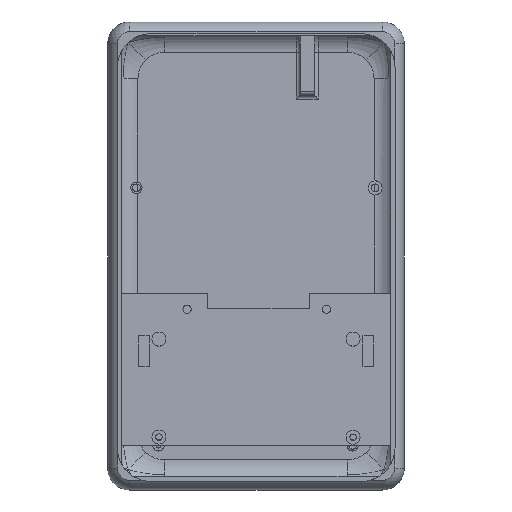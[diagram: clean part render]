
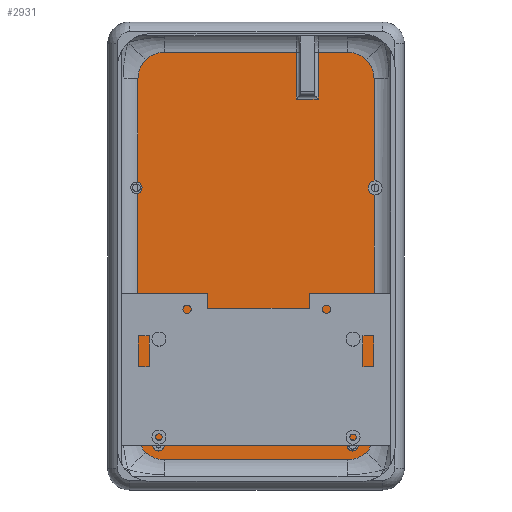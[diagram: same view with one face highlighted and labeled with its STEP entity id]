
A CAD part, top view. The second image highlights one B-rep face of the part: STEP entity #2931.
In plain terms, the highlighted planar face has unit normal (0, 0, 1).
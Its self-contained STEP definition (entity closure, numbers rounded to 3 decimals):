
#28=FACE_BOUND('',#773,.T.);
#29=FACE_BOUND('',#774,.T.);
#149=LINE('',#11997,#320);
#151=LINE('',#12003,#322);
#154=LINE('',#12012,#325);
#177=LINE('',#12106,#348);
#178=LINE('',#12110,#349);
#179=LINE('',#12115,#350);
#180=LINE('',#12118,#351);
#181=LINE('',#12122,#352);
#182=LINE('',#12126,#353);
#183=LINE('',#12129,#354);
#184=LINE('',#12132,#355);
#320=VECTOR('',#3573,10.);
#322=VECTOR('',#3579,10.);
#325=VECTOR('',#3588,10.);
#348=VECTOR('',#3681,10.);
#349=VECTOR('',#3684,10.);
#350=VECTOR('',#3689,10.);
#351=VECTOR('',#3692,10.);
#352=VECTOR('',#3695,10.);
#353=VECTOR('',#3698,10.);
#354=VECTOR('',#3701,10.);
#355=VECTOR('',#3704,10.);
#467=PLANE('',#3182);
#587=FACE_OUTER_BOUND('',#772,.T.);
#772=EDGE_LOOP('',(#2243,#2244,#2245,#2246,#2247,#2248,#2249,#2250,#2251,
#2252,#2253,#2254,#2255,#2256,#2257,#2258,#2259,#2260,#2261,#2262,#2263,
#2264,#2265));
#773=EDGE_LOOP('',(#2266));
#774=EDGE_LOOP('',(#2267));
#917=CIRCLE('',#3072,7.188);
#923=CIRCLE('',#3078,7.188);
#929=CIRCLE('',#3084,7.188);
#935=CIRCLE('',#3090,7.188);
#991=CIRCLE('',#3180,1.539);
#992=CIRCLE('',#3183,7.188);
#993=CIRCLE('',#3184,1.539);
#994=CIRCLE('',#3185,1.539);
#995=CIRCLE('',#3186,7.188);
#996=CIRCLE('',#3187,7.188);
#997=CIRCLE('',#3188,1.899);
#998=CIRCLE('',#3189,1.899);
#999=CIRCLE('',#3190,7.188);
#1000=CIRCLE('',#3191,1.539);
#1221=VERTEX_POINT('',#8046);
#1222=VERTEX_POINT('',#8054);
#1233=VERTEX_POINT('',#9004);
#1234=VERTEX_POINT('',#9012);
#1245=VERTEX_POINT('',#9962);
#1246=VERTEX_POINT('',#9970);
#1257=VERTEX_POINT('',#10920);
#1258=VERTEX_POINT('',#10928);
#1332=VERTEX_POINT('',#11979);
#1335=VERTEX_POINT('',#11996);
#1337=VERTEX_POINT('',#12002);
#1340=VERTEX_POINT('',#12010);
#1366=VERTEX_POINT('',#12101);
#1367=VERTEX_POINT('',#12107);
#1368=VERTEX_POINT('',#12109);
#1369=VERTEX_POINT('',#12111);
#1370=VERTEX_POINT('',#12113);
#1371=VERTEX_POINT('',#12116);
#1372=VERTEX_POINT('',#12119);
#1373=VERTEX_POINT('',#12121);
#1374=VERTEX_POINT('',#12123);
#1375=VERTEX_POINT('',#12125);
#1376=VERTEX_POINT('',#12127);
#1377=VERTEX_POINT('',#12130);
#1378=VERTEX_POINT('',#12133);
#1523=EDGE_CURVE('',#1222,#1221,#917,.T.);
#1539=EDGE_CURVE('',#1234,#1233,#923,.T.);
#1555=EDGE_CURVE('',#1246,#1245,#929,.T.);
#1571=EDGE_CURVE('',#1258,#1257,#935,.T.);
#1664=EDGE_CURVE('',#1335,#1332,#149,.T.);
#1667=EDGE_CURVE('',#1337,#1335,#151,.T.);
#1672=EDGE_CURVE('',#1340,#1337,#154,.T.);
#1713=EDGE_CURVE('',#1366,#1366,#991,.T.);
#1714=EDGE_CURVE('',#1340,#1246,#177,.T.);
#1715=EDGE_CURVE('',#1245,#1367,#992,.T.);
#1716=EDGE_CURVE('',#1367,#1368,#178,.T.);
#1717=EDGE_CURVE('',#1368,#1369,#993,.T.);
#1718=EDGE_CURVE('',#1369,#1370,#994,.T.);
#1719=EDGE_CURVE('',#1370,#1222,#179,.T.);
#1720=EDGE_CURVE('',#1221,#1371,#995,.T.);
#1721=EDGE_CURVE('',#1371,#1234,#180,.T.);
#1722=EDGE_CURVE('',#1233,#1372,#996,.T.);
#1723=EDGE_CURVE('',#1372,#1373,#181,.T.);
#1724=EDGE_CURVE('',#1373,#1374,#997,.T.);
#1725=EDGE_CURVE('',#1374,#1375,#182,.T.);
#1726=EDGE_CURVE('',#1375,#1376,#998,.T.);
#1727=EDGE_CURVE('',#1376,#1258,#183,.T.);
#1728=EDGE_CURVE('',#1257,#1377,#999,.T.);
#1729=EDGE_CURVE('',#1377,#1332,#184,.T.);
#1730=EDGE_CURVE('',#1378,#1378,#1000,.T.);
#2243=ORIENTED_EDGE('',*,*,#1672,.F.);
#2244=ORIENTED_EDGE('',*,*,#1714,.T.);
#2245=ORIENTED_EDGE('',*,*,#1555,.T.);
#2246=ORIENTED_EDGE('',*,*,#1715,.T.);
#2247=ORIENTED_EDGE('',*,*,#1716,.T.);
#2248=ORIENTED_EDGE('',*,*,#1717,.T.);
#2249=ORIENTED_EDGE('',*,*,#1718,.T.);
#2250=ORIENTED_EDGE('',*,*,#1719,.T.);
#2251=ORIENTED_EDGE('',*,*,#1523,.T.);
#2252=ORIENTED_EDGE('',*,*,#1720,.T.);
#2253=ORIENTED_EDGE('',*,*,#1721,.T.);
#2254=ORIENTED_EDGE('',*,*,#1539,.T.);
#2255=ORIENTED_EDGE('',*,*,#1722,.T.);
#2256=ORIENTED_EDGE('',*,*,#1723,.T.);
#2257=ORIENTED_EDGE('',*,*,#1724,.T.);
#2258=ORIENTED_EDGE('',*,*,#1725,.T.);
#2259=ORIENTED_EDGE('',*,*,#1726,.T.);
#2260=ORIENTED_EDGE('',*,*,#1727,.T.);
#2261=ORIENTED_EDGE('',*,*,#1571,.T.);
#2262=ORIENTED_EDGE('',*,*,#1728,.T.);
#2263=ORIENTED_EDGE('',*,*,#1729,.T.);
#2264=ORIENTED_EDGE('',*,*,#1664,.F.);
#2265=ORIENTED_EDGE('',*,*,#1667,.F.);
#2266=ORIENTED_EDGE('',*,*,#1730,.T.);
#2267=ORIENTED_EDGE('',*,*,#1713,.T.);
#2931=ADVANCED_FACE('',(#587,#28,#29),#467,.T.);
#3072=AXIS2_PLACEMENT_3D('',#8055,#3396,#3397);
#3078=AXIS2_PLACEMENT_3D('',#9013,#3408,#3409);
#3084=AXIS2_PLACEMENT_3D('',#9971,#3420,#3421);
#3090=AXIS2_PLACEMENT_3D('',#10929,#3432,#3433);
#3180=AXIS2_PLACEMENT_3D('',#12103,#3675,#3676);
#3182=AXIS2_PLACEMENT_3D('',#12105,#3679,#3680);
#3183=AXIS2_PLACEMENT_3D('',#12108,#3682,#3683);
#3184=AXIS2_PLACEMENT_3D('',#12112,#3685,#3686);
#3185=AXIS2_PLACEMENT_3D('',#12114,#3687,#3688);
#3186=AXIS2_PLACEMENT_3D('',#12117,#3690,#3691);
#3187=AXIS2_PLACEMENT_3D('',#12120,#3693,#3694);
#3188=AXIS2_PLACEMENT_3D('',#12124,#3696,#3697);
#3189=AXIS2_PLACEMENT_3D('',#12128,#3699,#3700);
#3190=AXIS2_PLACEMENT_3D('',#12131,#3702,#3703);
#3191=AXIS2_PLACEMENT_3D('',#12134,#3705,#3706);
#3396=DIRECTION('center_axis',(0.,0.,1.));
#3397=DIRECTION('ref_axis',(-0.707,-0.707,0.));
#3408=DIRECTION('center_axis',(0.,0.,1.));
#3409=DIRECTION('ref_axis',(0.707,-0.707,0.));
#3420=DIRECTION('center_axis',(0.,0.,1.));
#3421=DIRECTION('ref_axis',(-0.707,0.707,0.));
#3432=DIRECTION('center_axis',(0.,0.,1.));
#3433=DIRECTION('ref_axis',(0.707,0.707,0.));
#3573=DIRECTION('',(0.,1.,0.));
#3579=DIRECTION('',(1.,0.,0.));
#3588=DIRECTION('',(0.,-1.,0.));
#3675=DIRECTION('center_axis',(0.,0.,-1.));
#3676=DIRECTION('ref_axis',(-1.,0.,0.));
#3679=DIRECTION('center_axis',(0.,0.,1.));
#3680=DIRECTION('ref_axis',(1.,0.,0.));
#3681=DIRECTION('',(-1.,0.,0.));
#3682=DIRECTION('center_axis',(0.,0.,1.));
#3683=DIRECTION('ref_axis',(-0.707,0.707,0.));
#3684=DIRECTION('',(0.,-1.,0.));
#3685=DIRECTION('center_axis',(0.,0.,-1.));
#3686=DIRECTION('ref_axis',(-1.,0.,0.));
#3687=DIRECTION('center_axis',(0.,0.,-1.));
#3688=DIRECTION('ref_axis',(-1.,0.,0.));
#3689=DIRECTION('',(0.,-1.,0.));
#3690=DIRECTION('center_axis',(0.,0.,1.));
#3691=DIRECTION('ref_axis',(-0.707,-0.707,0.));
#3692=DIRECTION('',(1.,0.,0.));
#3693=DIRECTION('center_axis',(0.,0.,1.));
#3694=DIRECTION('ref_axis',(0.707,-0.707,0.));
#3695=DIRECTION('',(0.,1.,0.));
#3696=DIRECTION('center_axis',(0.,0.,-1.));
#3697=DIRECTION('ref_axis',(-1.,0.,0.));
#3698=DIRECTION('',(0.,1.,0.));
#3699=DIRECTION('center_axis',(0.,0.,-1.));
#3700=DIRECTION('ref_axis',(-1.,0.,0.));
#3701=DIRECTION('',(0.,1.,0.));
#3702=DIRECTION('center_axis',(0.,0.,1.));
#3703=DIRECTION('ref_axis',(0.707,0.707,0.));
#3704=DIRECTION('',(-1.,0.,0.));
#3705=DIRECTION('center_axis',(0.,0.,-1.));
#3706=DIRECTION('ref_axis',(-1.,0.,0.));
#8046=CARTESIAN_POINT('',(17.872,-44.255,2.));
#8054=CARTESIAN_POINT('',(15.766,-39.172,2.));
#8055=CARTESIAN_POINT('Origin',(22.954,-39.172,2.));
#9004=CARTESIAN_POINT('',(78.484,-44.255,2.));
#9012=CARTESIAN_POINT('',(73.401,-46.36,2.));
#9013=CARTESIAN_POINT('Origin',(73.401,-39.172,2.));
#9962=CARTESIAN_POINT('',(17.872,63.414,2.));
#9970=CARTESIAN_POINT('',(22.954,65.519,2.));
#9971=CARTESIAN_POINT('Origin',(22.954,58.331,2.));
#10920=CARTESIAN_POINT('',(78.484,63.414,2.));
#10928=CARTESIAN_POINT('',(80.589,58.331,2.));
#10929=CARTESIAN_POINT('Origin',(73.401,58.331,2.));
#11979=CARTESIAN_POINT('',(65.248,65.519,2.));
#11996=CARTESIAN_POINT('',(65.248,52.701,2.));
#11997=CARTESIAN_POINT('',(65.248,31.64,2.));
#12002=CARTESIAN_POINT('',(59.266,52.701,2.));
#12003=CARTESIAN_POINT('',(54.222,52.701,2.));
#12010=CARTESIAN_POINT('',(59.266,65.519,2.));
#12012=CARTESIAN_POINT('',(59.266,39.932,2.));
#12101=CARTESIAN_POINT('',(22.944,-42.404,2.));
#12103=CARTESIAN_POINT('Origin',(21.405,-42.404,2.));
#12105=CARTESIAN_POINT('Origin',(48.178,9.579,2.));
#12106=CARTESIAN_POINT('',(68.703,65.519,2.));
#12107=CARTESIAN_POINT('',(15.766,58.331,2.));
#12108=CARTESIAN_POINT('Origin',(22.954,58.331,2.));
#12109=CARTESIAN_POINT('',(15.766,29.8,2.));
#12110=CARTESIAN_POINT('',(15.766,41.869,2.));
#12111=CARTESIAN_POINT('',(16.894,28.316,2.));
#12112=CARTESIAN_POINT('Origin',(15.355,28.316,2.));
#12113=CARTESIAN_POINT('',(15.766,26.833,2.));
#12114=CARTESIAN_POINT('Origin',(15.355,28.316,2.));
#12115=CARTESIAN_POINT('',(15.766,41.869,2.));
#12116=CARTESIAN_POINT('',(22.954,-46.36,2.));
#12117=CARTESIAN_POINT('Origin',(22.954,-39.172,2.));
#12118=CARTESIAN_POINT('',(27.652,-46.36,2.));
#12119=CARTESIAN_POINT('',(80.589,-39.172,2.));
#12120=CARTESIAN_POINT('Origin',(73.401,-39.172,2.));
#12121=CARTESIAN_POINT('',(80.589,-11.864,2.));
#12122=CARTESIAN_POINT('',(80.589,-22.71,2.));
#12123=CARTESIAN_POINT('',(80.589,-8.103,2.));
#12124=CARTESIAN_POINT('Origin',(80.855,-9.984,2.));
#12125=CARTESIAN_POINT('',(80.589,26.441,2.));
#12126=CARTESIAN_POINT('',(80.589,-22.71,2.));
#12127=CARTESIAN_POINT('',(80.589,30.192,2.));
#12128=CARTESIAN_POINT('Origin',(80.887,28.316,2.));
#12129=CARTESIAN_POINT('',(80.589,-22.71,2.));
#12130=CARTESIAN_POINT('',(73.401,65.519,2.));
#12131=CARTESIAN_POINT('Origin',(73.401,58.331,2.));
#12132=CARTESIAN_POINT('',(68.703,65.519,2.));
#12133=CARTESIAN_POINT('',(76.244,-42.404,2.));
#12134=CARTESIAN_POINT('Origin',(74.705,-42.404,2.));
